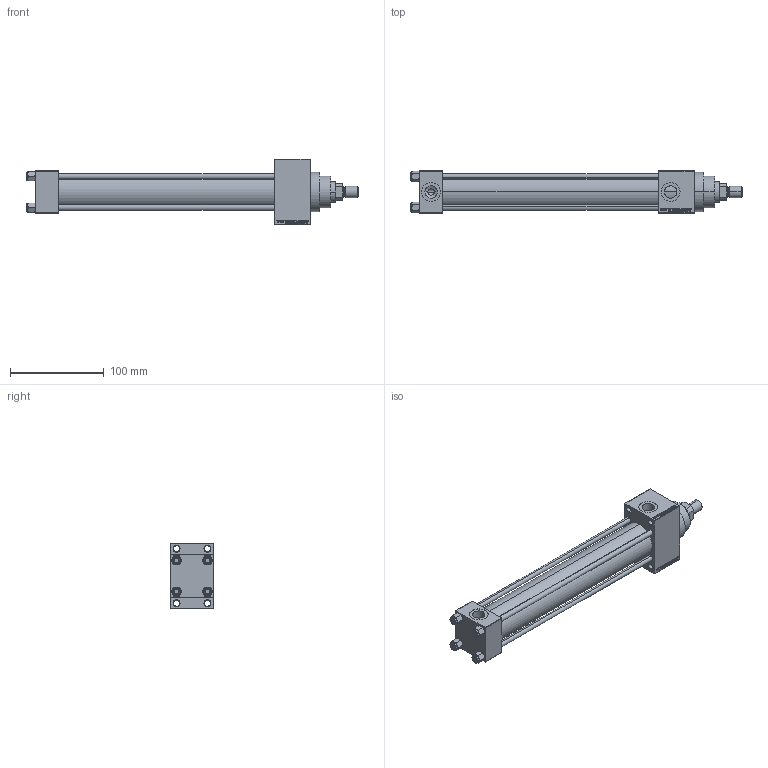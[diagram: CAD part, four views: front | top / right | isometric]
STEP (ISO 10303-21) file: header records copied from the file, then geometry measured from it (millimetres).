
FILE_DESCRIPTION (( 'STEP AP203' ), '1' );
FILE_NAME ('75b7.STEP', '2023-08-23T08:02:01', ( '' ), ( '' ), 'SwSTEP 2.0', 'SolidWorks 2019', '' );
FILE_SCHEMA (( 'CONFIG_CONTROL_DESIGN' ));
Length unit declared in the file: millimetre
Products named in the file (7): V215CR_D_TYCINKA 1b3fc7466b878717ebbf0db0841add1f; V215CR_D_Body 1b3fc7466b878717ebbf0db0841add1f; NUT_M5_D 1b3fc7466b878717ebbf0db0841add1f; 75b7; V215_VC_A 1b3fc7466b878717ebbf0db0841add1f; V215CR_VCP_D 1b3fc7466b878717ebbf0db0841add1f; ROD_END_E 1b3fc7466b878717ebbf0db0841add1f
Assembly tree (12 placements, depth 2):
  75b7
    V215CR_D_Body 1b3fc7466b878717ebbf0db0841add1f
    V215CR_VCP_D 1b3fc7466b878717ebbf0db0841add1f
    NUT_M5_D 1b3fc7466b878717ebbf0db0841add1f  x4
    V215CR_D_TYCINKA 1b3fc7466b878717ebbf0db0841add1f  x4
    V215_VC_A 1b3fc7466b878717ebbf0db0841add1f
    ROD_END_E 1b3fc7466b878717ebbf0db0841add1f
Bounding box: 354 x 45 x 70 mm (x, y, z)
Volume: 392879.8 mm3; surface area: 146417.9 mm2
Topology: 12 solids, 12 shells, 1116 faces, 2772 edges, 1793 vertices
Faces by surface type: plane 500, bspline 368, cone 146, cylinder 92, torus 10
Entity records: 47617 total; most frequent: CARTESIAN_POINT 25113, ORIENTED_EDGE 5036, DIRECTION 3258, EDGE_CURVE 2518, VERTEX_POINT 1649, VECTOR 1510, LINE 1510, EDGE_LOOP 1129
